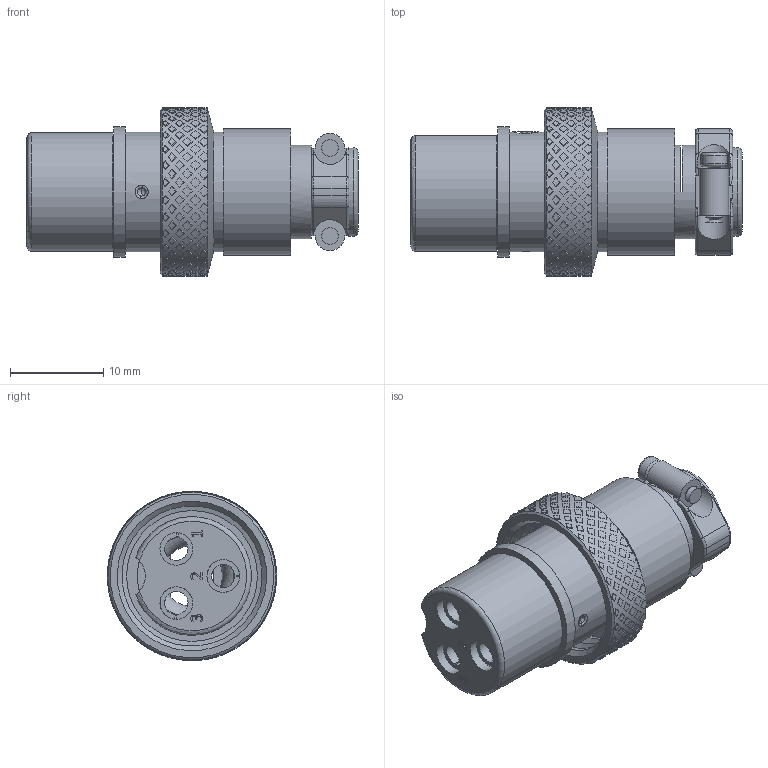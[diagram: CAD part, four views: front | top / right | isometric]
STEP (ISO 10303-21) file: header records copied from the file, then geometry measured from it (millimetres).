
FILE_DESCRIPTION(/* description */ (''),/* implementation_level */ '2;1');
FILE_NAME(/* name */ 'FC684213 plug 3pin.stp',/* time_stamp */ '2025-04-15T08:50:56+01:00',/* author */ ('tottley'),/* organization */ (''),/* preprocessor_version */ 'ST-DEVELOPER v20',/* originating_system */ 'Autodesk Inventor 2025',/* authorisation */ '');
FILE_SCHEMA (('AUTOMOTIVE_DESIGN { 1 0 10303 214 3 1 1 }'));
Length unit declared in the file: millimetre
Products named in the file (1): FC684213 plug 3pin
Bounding box: 35.52 x 18.1 x 18.1 mm (x, y, z)
Volume: 3285.5 mm3; surface area: 4923.8 mm2
Topology: 2 solids, 20 shells, 1376 faces, 3578 edges, 2366 vertices
Faces by surface type: plane 940, cylinder 287, cone 85, bspline 37, torus 27
Full cylindrical faces by diameter (mm): 1 x3, 1.3 x3, 1.5 x18, 2.8 x3, 3.5 x3, 6.5 x1, 9 x1, 9.5 x1, 10 x2, 11.7 x2, 12.8 x1, 13 x1, 13.5 x1, 14 x1, 15 x2, 17.9 x1
Entity records: 46409 total; most frequent: CARTESIAN_POINT 9353, DIRECTION 8225, ORIENTED_EDGE 7156, EDGE_CURVE 3578, AXIS2_PLACEMENT_3D 3422, VERTEX_POINT 2366, EDGE_LOOP 1562, ELLIPSE 1448
